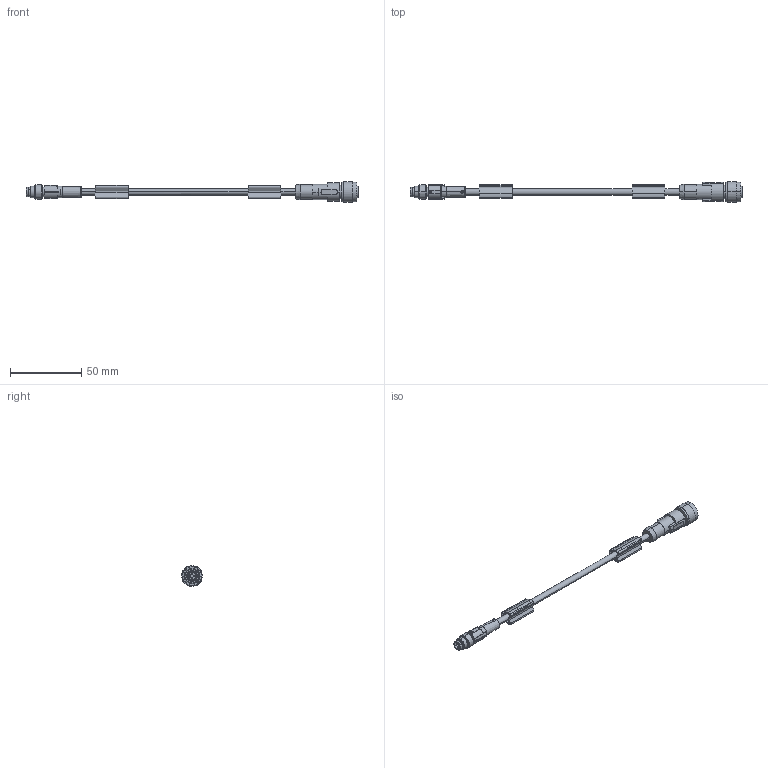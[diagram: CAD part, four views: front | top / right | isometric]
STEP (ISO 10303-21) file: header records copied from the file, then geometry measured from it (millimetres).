
FILE_DESCRIPTION(('SolidDesigner STEP Export'),'2;1');
FILE_NAME('1682333.stp','2011-03-22T 8:49:19',(''),(''),'CoCreate Modeling STEP processor for AP214 (Solid Model)','CoCreate Modeling 16.00A 16-Aug-2008 (C) Parametric Technology GmbH','');
FILE_SCHEMA(('AUTOMOTIVE_DESIGN { 1 0 10303 214 1 1 1 1 }'));
Length unit declared in the file: millimetre
Products named in the file (2): 1682333
Assembly tree (1 placements, depth 2):
  1682333
    1682333
Bounding box: 232.7 x 14.7 x 14.7 mm (x, y, z)
Volume: 9847.9 mm3; surface area: 9496.4 mm2
Topology: 1 solids, 5 shells, 452 faces, 1188 edges, 780 vertices
Faces by surface type: cylinder 172, plane 152, cone 56, extrusion 54, torus 12, bspline 6
Entity records: 20806 total; most frequent: CARTESIAN_POINT 7105, ORIENTED_EDGE 2376, DIRECTION 1692, EDGE_CURVE 1188, VERTEX_POINT 780, VECTOR 582, AXIS2_PLACEMENT_3D 555, LINE 528
